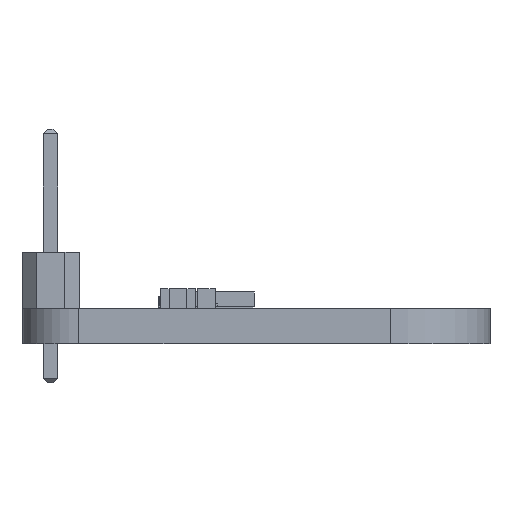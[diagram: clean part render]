
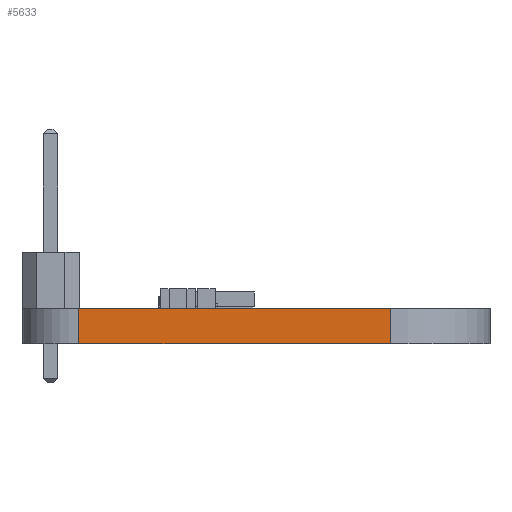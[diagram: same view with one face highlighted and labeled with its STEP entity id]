
A CAD part, left-side view. The second image highlights one B-rep face of the part: STEP entity #5633.
In plain terms, the highlighted planar face has unit normal (-1, 0, 0).
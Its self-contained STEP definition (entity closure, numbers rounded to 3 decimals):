
#415=PLANE('',#6081);
#670=FACE_OUTER_BOUND('',#965,.T.);
#965=EDGE_LOOP('',(#4145,#4146,#4147,#4148));
#1320=LINE('',#8135,#1965);
#1342=LINE('',#8192,#1987);
#1343=LINE('',#8194,#1988);
#1344=LINE('',#8195,#1989);
#1965=VECTOR('',#6633,10.);
#1987=VECTOR('',#6687,10.);
#1988=VECTOR('',#6690,10.);
#1989=VECTOR('',#6691,10.);
#2771=VERTEX_POINT('',#8132);
#2772=VERTEX_POINT('',#8134);
#2790=VERTEX_POINT('',#8188);
#2791=VERTEX_POINT('',#8190);
#3301=EDGE_CURVE('',#2771,#2772,#1320,.T.);
#3330=EDGE_CURVE('',#2790,#2791,#1342,.T.);
#3331=EDGE_CURVE('',#2771,#2790,#1343,.T.);
#3332=EDGE_CURVE('',#2772,#2791,#1344,.T.);
#4145=ORIENTED_EDGE('',*,*,#3331,.T.);
#4146=ORIENTED_EDGE('',*,*,#3330,.T.);
#4147=ORIENTED_EDGE('',*,*,#3332,.F.);
#4148=ORIENTED_EDGE('',*,*,#3301,.F.);
#5633=ADVANCED_FACE('',(#670),#415,.T.);
#6081=AXIS2_PLACEMENT_3D('',#8193,#6688,#6689);
#6633=DIRECTION('',(0.,0.,1.));
#6687=DIRECTION('',(0.,0.,1.));
#6688=DIRECTION('center_axis',(-1.,0.,0.));
#6689=DIRECTION('ref_axis',(0.,-1.,0.));
#6690=DIRECTION('',(0.,-1.,0.));
#6691=DIRECTION('',(0.,-1.,0.));
#8132=CARTESIAN_POINT('',(-15.24,18.415,0.));
#8134=CARTESIAN_POINT('',(-15.24,18.415,1.57));
#8135=CARTESIAN_POINT('',(-15.24,18.415,0.));
#8188=CARTESIAN_POINT('',(-15.24,4.445,0.));
#8190=CARTESIAN_POINT('',(-15.24,4.445,1.57));
#8192=CARTESIAN_POINT('',(-15.24,4.445,0.));
#8193=CARTESIAN_POINT('Origin',(-15.24,18.415,0.));
#8194=CARTESIAN_POINT('',(-15.24,18.415,0.));
#8195=CARTESIAN_POINT('',(-15.24,18.415,1.57));
